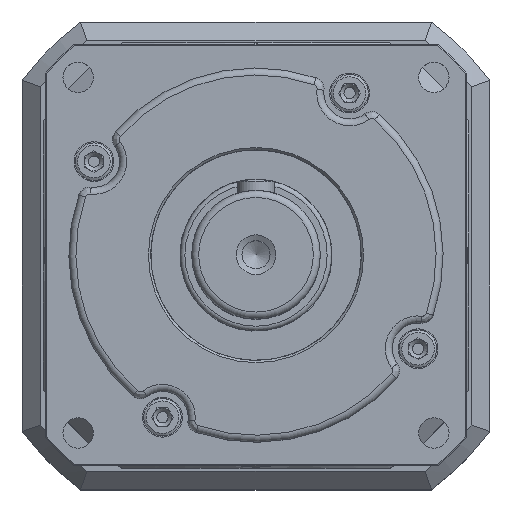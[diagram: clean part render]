
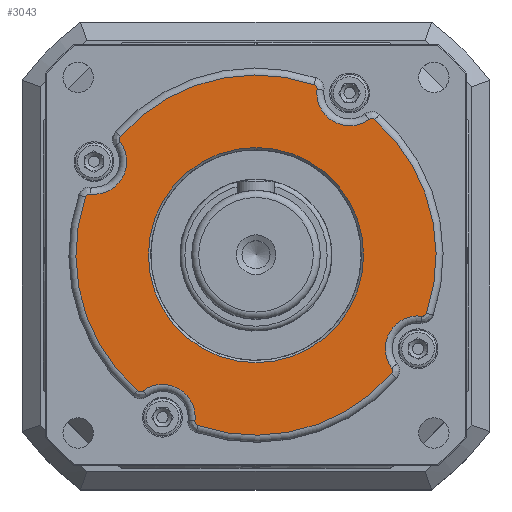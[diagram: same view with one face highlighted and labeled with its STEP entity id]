
A CAD part, top view. The second image highlights one B-rep face of the part: STEP entity #3043.
In plain terms, the highlighted planar face has unit normal (0, 0, 1).
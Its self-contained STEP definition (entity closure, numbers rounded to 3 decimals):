
#364=CARTESIAN_POINT('',(46.,0.0,0.));
#365=VERTEX_POINT('',#364);
#366=CARTESIAN_POINT('',(0.0,0.0,0.));
#367=DIRECTION('',(0.0,0.0,-1.0));
#368=DIRECTION('',(-1.0,0.0,0.0));
#369=AXIS2_PLACEMENT_3D('',#366,#367,#368);
#370=CIRCLE('',#369,46.);
#371=EDGE_CURVE('',#365,#365,#370,.T.);
#409=CARTESIAN_POINT('',(-26.083,-70.806,0.));
#410=VERTEX_POINT('',#409);
#411=CARTESIAN_POINT('',(-24.738,-72.918,0.));
#412=VERTEX_POINT('',#411);
#413=CARTESIAN_POINT('',(-24.095,-71.024,0.));
#414=DIRECTION('',(0.0,0.0,1.0));
#415=DIRECTION('',(-1.0,0.0,0.0));
#416=AXIS2_PLACEMENT_3D('',#413,#414,#415);
#417=CIRCLE('',#416,2.);
#418=EDGE_CURVE('',#410,#412,#417,.T.);
#481=CARTESIAN_POINT('',(57.882,-50.78,0.));
#482=VERTEX_POINT('',#481);
#483=CARTESIAN_POINT('',(57.992,-48.278,0.));
#484=VERTEX_POINT('',#483);
#485=CARTESIAN_POINT('',(56.379,-49.461,0.));
#486=DIRECTION('',(0.0,0.0,1.0));
#487=DIRECTION('',(-1.0,0.0,0.0));
#488=AXIS2_PLACEMENT_3D('',#485,#486,#487);
#489=CIRCLE('',#488,2.);
#490=EDGE_CURVE('',#482,#484,#489,.T.);
#534=CARTESIAN_POINT('',(70.806,-26.083,0.));
#535=VERTEX_POINT('',#534);
#543=CARTESIAN_POINT('',(69.282,-40.,0.));
#544=DIRECTION('',(0.0,0.0,-1.0));
#545=DIRECTION('',(-1.0,0.0,0.0));
#546=AXIS2_PLACEMENT_3D('',#543,#544,#545);
#547=CIRCLE('',#546,14.);
#548=EDGE_CURVE('',#484,#535,#547,.T.);
#559=CARTESIAN_POINT('',(-72.918,24.738,0.));
#560=VERTEX_POINT('',#559);
#561=CARTESIAN_POINT('',(-50.78,-57.882,0.));
#562=VERTEX_POINT('',#561);
#563=CARTESIAN_POINT('',(0.0,0.0,0.));
#564=DIRECTION('',(0.0,0.0,1.0));
#565=DIRECTION('',(-1.0,0.0,0.0));
#566=AXIS2_PLACEMENT_3D('',#563,#564,#565);
#567=CIRCLE('',#566,77.);
#568=EDGE_CURVE('',#560,#562,#567,.T.);
#631=CARTESIAN_POINT('',(-57.882,50.78,0.));
#632=VERTEX_POINT('',#631);
#633=CARTESIAN_POINT('',(-57.992,48.278,0.));
#634=VERTEX_POINT('',#633);
#635=CARTESIAN_POINT('',(-56.379,49.461,0.));
#636=DIRECTION('',(0.0,0.0,1.0));
#637=DIRECTION('',(-1.0,0.0,0.0));
#638=AXIS2_PLACEMENT_3D('',#635,#636,#637);
#639=CIRCLE('',#638,2.);
#640=EDGE_CURVE('',#632,#634,#639,.T.);
#686=CARTESIAN_POINT('',(26.083,70.806,0.));
#687=VERTEX_POINT('',#686);
#695=CARTESIAN_POINT('',(48.278,57.992,0.));
#696=VERTEX_POINT('',#695);
#697=CARTESIAN_POINT('',(40.,69.282,0.));
#698=DIRECTION('',(0.0,0.0,-1.0));
#699=DIRECTION('',(-1.0,0.0,0.0));
#700=AXIS2_PLACEMENT_3D('',#697,#698,#699);
#701=CIRCLE('',#700,14.);
#702=EDGE_CURVE('',#696,#687,#701,.T.);
#747=CARTESIAN_POINT('',(24.738,72.918,0.));
#748=VERTEX_POINT('',#747);
#749=CARTESIAN_POINT('',(24.095,71.024,0.));
#750=DIRECTION('',(0.0,0.0,1.0));
#751=DIRECTION('',(-1.0,0.0,0.0));
#752=AXIS2_PLACEMENT_3D('',#749,#750,#751);
#753=CIRCLE('',#752,2.);
#754=EDGE_CURVE('',#687,#748,#753,.T.);
#2955=CARTESIAN_POINT('',(0.0,80.,0.));
#2956=DIRECTION('',(0.0,0.0,-1.0));
#2957=DIRECTION('',(-1.0,0.0,0.0));
#2958=AXIS2_PLACEMENT_3D('',#2955,#2956,#2957);
#2959=PLANE('',#2958);
#2960=CARTESIAN_POINT('',(-48.278,-57.992,0.));
#2961=VERTEX_POINT('',#2960);
#2962=CARTESIAN_POINT('',(-40.,-69.282,0.));
#2963=DIRECTION('',(0.0,0.0,-1.0));
#2964=DIRECTION('',(-1.0,0.0,0.0));
#2965=AXIS2_PLACEMENT_3D('',#2962,#2963,#2964);
#2966=CIRCLE('',#2965,14.);
#2967=EDGE_CURVE('',#2961,#410,#2966,.T.);
#2968=ORIENTED_EDGE('',*,*,#2967,.T.);
#2969=ORIENTED_EDGE('',*,*,#418,.T.);
#2970=CARTESIAN_POINT('',(0.0,0.0,0.));
#2971=DIRECTION('',(0.0,0.0,1.0));
#2972=DIRECTION('',(-1.0,0.0,0.0));
#2973=AXIS2_PLACEMENT_3D('',#2970,#2971,#2972);
#2974=CIRCLE('',#2973,77.);
#2975=EDGE_CURVE('',#412,#482,#2974,.T.);
#2976=ORIENTED_EDGE('',*,*,#2975,.T.);
#2977=ORIENTED_EDGE('',*,*,#490,.T.);
#2978=ORIENTED_EDGE('',*,*,#548,.T.);
#2979=CARTESIAN_POINT('',(72.918,-24.738,0.));
#2980=VERTEX_POINT('',#2979);
#2981=CARTESIAN_POINT('',(71.024,-24.095,0.));
#2982=DIRECTION('',(0.0,0.0,1.0));
#2983=DIRECTION('',(-1.0,0.0,0.0));
#2984=AXIS2_PLACEMENT_3D('',#2981,#2982,#2983);
#2985=CIRCLE('',#2984,2.);
#2986=EDGE_CURVE('',#535,#2980,#2985,.T.);
#2987=ORIENTED_EDGE('',*,*,#2986,.T.);
#2988=CARTESIAN_POINT('',(50.78,57.882,0.));
#2989=VERTEX_POINT('',#2988);
#2990=CARTESIAN_POINT('',(0.0,0.0,0.));
#2991=DIRECTION('',(0.0,0.0,1.0));
#2992=DIRECTION('',(-1.0,0.0,0.0));
#2993=AXIS2_PLACEMENT_3D('',#2990,#2991,#2992);
#2994=CIRCLE('',#2993,77.);
#2995=EDGE_CURVE('',#2980,#2989,#2994,.T.);
#2996=ORIENTED_EDGE('',*,*,#2995,.T.);
#2997=CARTESIAN_POINT('',(49.461,56.379,0.));
#2998=DIRECTION('',(0.0,0.0,1.0));
#2999=DIRECTION('',(-1.0,0.0,0.0));
#3000=AXIS2_PLACEMENT_3D('',#2997,#2998,#2999);
#3001=CIRCLE('',#3000,2.);
#3002=EDGE_CURVE('',#2989,#696,#3001,.T.);
#3003=ORIENTED_EDGE('',*,*,#3002,.T.);
#3004=ORIENTED_EDGE('',*,*,#702,.T.);
#3005=ORIENTED_EDGE('',*,*,#754,.T.);
#3006=CARTESIAN_POINT('',(0.0,0.0,0.));
#3007=DIRECTION('',(0.0,0.0,1.0));
#3008=DIRECTION('',(-1.0,0.0,0.0));
#3009=AXIS2_PLACEMENT_3D('',#3006,#3007,#3008);
#3010=CIRCLE('',#3009,77.);
#3011=EDGE_CURVE('',#748,#632,#3010,.T.);
#3012=ORIENTED_EDGE('',*,*,#3011,.T.);
#3013=ORIENTED_EDGE('',*,*,#640,.T.);
#3014=CARTESIAN_POINT('',(-70.806,26.083,0.));
#3015=VERTEX_POINT('',#3014);
#3016=CARTESIAN_POINT('',(-69.282,40.,0.));
#3017=DIRECTION('',(0.0,0.0,-1.0));
#3018=DIRECTION('',(-1.0,0.0,0.0));
#3019=AXIS2_PLACEMENT_3D('',#3016,#3017,#3018);
#3020=CIRCLE('',#3019,14.);
#3021=EDGE_CURVE('',#634,#3015,#3020,.T.);
#3022=ORIENTED_EDGE('',*,*,#3021,.T.);
#3023=CARTESIAN_POINT('',(-71.024,24.095,0.));
#3024=DIRECTION('',(0.0,0.0,1.0));
#3025=DIRECTION('',(-1.0,0.0,0.0));
#3026=AXIS2_PLACEMENT_3D('',#3023,#3024,#3025);
#3027=CIRCLE('',#3026,2.);
#3028=EDGE_CURVE('',#3015,#560,#3027,.T.);
#3029=ORIENTED_EDGE('',*,*,#3028,.T.);
#3030=ORIENTED_EDGE('',*,*,#568,.T.);
#3031=CARTESIAN_POINT('',(-49.461,-56.379,0.));
#3032=DIRECTION('',(0.0,0.0,1.0));
#3033=DIRECTION('',(-1.0,0.0,0.0));
#3034=AXIS2_PLACEMENT_3D('',#3031,#3032,#3033);
#3035=CIRCLE('',#3034,2.);
#3036=EDGE_CURVE('',#562,#2961,#3035,.T.);
#3037=ORIENTED_EDGE('',*,*,#3036,.T.);
#3038=EDGE_LOOP('',(#2968,#2969,#2976,#2977,#2978,#2987,#2996,#3003,#3004,#3005,#3012,#3013,#3022,#3029,#3030,#3037));
#3039=FACE_OUTER_BOUND('',#3038,.T.);
#3040=ORIENTED_EDGE('',*,*,#371,.T.);
#3041=EDGE_LOOP('',(#3040));
#3042=FACE_BOUND('',#3041,.T.);
#3043=ADVANCED_FACE('',(#3039,#3042),#2959,.F.);
